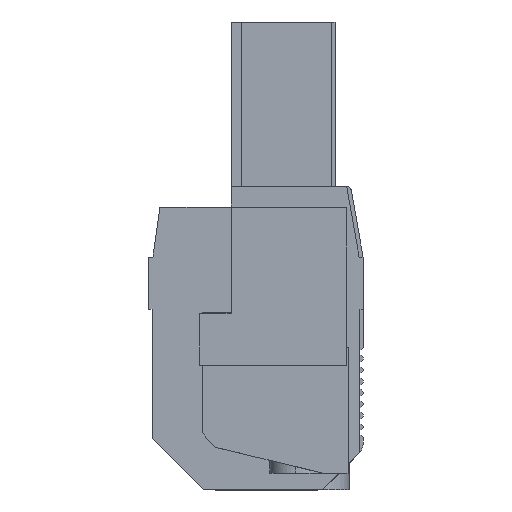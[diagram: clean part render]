
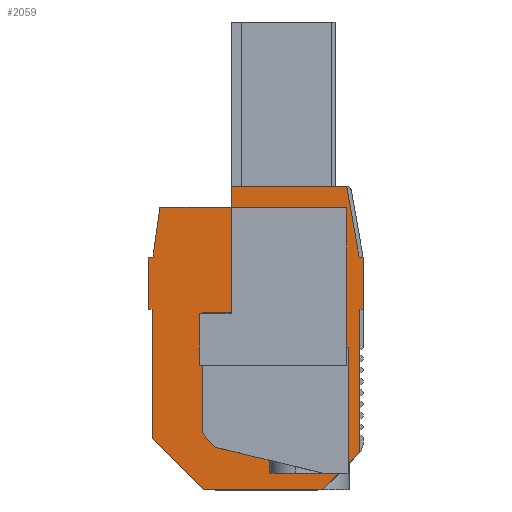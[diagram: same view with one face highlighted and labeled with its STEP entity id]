
A CAD part, left-side view. The second image highlights one B-rep face of the part: STEP entity #2059.
In plain terms, the highlighted planar face has unit normal (-1, 0, 0).
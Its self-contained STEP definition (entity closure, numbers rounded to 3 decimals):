
#1950=AXIS2_PLACEMENT_3D('Plane Axis2P3D',#1947,#1948,#1949) ;
#1776=CARTESIAN_POINT('Vertex',(7.175,19.535,27.207)) ;
#1779=CARTESIAN_POINT('Line Origine',(7.175,16.117,27.207)) ;
#1783=CARTESIAN_POINT('Vertex',(7.175,12.7,27.207)) ;
#1909=CARTESIAN_POINT('Vertex',(7.175,20.6,22.4)) ;
#1912=CARTESIAN_POINT('Line Origine',(7.175,20.405,22.4)) ;
#1916=CARTESIAN_POINT('Vertex',(7.175,20.21,22.4)) ;
#1935=CARTESIAN_POINT('Line Origine',(7.175,19.872,24.803)) ;
#1947=CARTESIAN_POINT('Axis2P3D Location',(7.175,15.35,0.7)) ;
#1952=CARTESIAN_POINT('Line Origine',(7.175,12.7,28.207)) ;
#1956=CARTESIAN_POINT('Vertex',(7.175,12.7,29.207)) ;
#1959=CARTESIAN_POINT('Line Origine',(7.175,20.6,19.9)) ;
#1963=CARTESIAN_POINT('Vertex',(7.175,20.6,17.4)) ;
#1966=CARTESIAN_POINT('Line Origine',(7.175,20.45,17.4)) ;
#1970=CARTESIAN_POINT('Vertex',(7.175,20.3,17.4)) ;
#1973=CARTESIAN_POINT('Line Origine',(7.175,20.3,11.168)) ;
#1977=CARTESIAN_POINT('Vertex',(7.175,20.3,4.936)) ;
#1980=CARTESIAN_POINT('Line Origine',(7.175,17.832,2.468)) ;
#1984=CARTESIAN_POINT('Vertex',(7.175,15.364,0.)) ;
#1987=CARTESIAN_POINT('Line Origine',(7.175,9.625,0.)) ;
#1991=CARTESIAN_POINT('Vertex',(7.175,3.886,0.)) ;
#1994=CARTESIAN_POINT('Line Origine',(7.175,2.093,1.793)) ;
#1998=CARTESIAN_POINT('Vertex',(7.175,0.3,3.586)) ;
#2001=CARTESIAN_POINT('Line Origine',(7.175,0.3,10.493)) ;
#2005=CARTESIAN_POINT('Vertex',(7.175,0.3,17.4)) ;
#2008=CARTESIAN_POINT('Line Origine',(7.175,0.15,17.4)) ;
#2012=CARTESIAN_POINT('Vertex',(7.175,0.,17.4)) ;
#2015=CARTESIAN_POINT('Line Origine',(7.175,0.,19.9)) ;
#2019=CARTESIAN_POINT('Vertex',(7.175,0.,22.4)) ;
#2022=CARTESIAN_POINT('Line Origine',(7.175,0.19,22.4)) ;
#2026=CARTESIAN_POINT('Vertex',(7.175,0.38,22.4)) ;
#2029=CARTESIAN_POINT('Line Origine',(7.175,0.98,25.803)) ;
#2033=CARTESIAN_POINT('Vertex',(7.175,1.58,29.207)) ;
#2036=CARTESIAN_POINT('Line Origine',(7.175,7.14,29.207)) ;
#1780=DIRECTION('Vector Direction',(0.,-1.,0.)) ;
#1913=DIRECTION('Vector Direction',(0.,-1.,0.)) ;
#1936=DIRECTION('Vector Direction',(0.,-0.139,0.99)) ;
#1948=DIRECTION('Axis2P3D Direction',(-1.,0.,0.)) ;
#1949=DIRECTION('Axis2P3D XDirection',(0.,-1.,0.)) ;
#1953=DIRECTION('Vector Direction',(0.,0.,-1.)) ;
#1960=DIRECTION('Vector Direction',(0.,0.,1.)) ;
#1967=DIRECTION('Vector Direction',(0.,1.,0.)) ;
#1974=DIRECTION('Vector Direction',(0.,0.,1.)) ;
#1981=DIRECTION('Vector Direction',(0.,0.707,0.707)) ;
#1988=DIRECTION('Vector Direction',(0.,1.,0.)) ;
#1995=DIRECTION('Vector Direction',(0.,0.707,-0.707)) ;
#2002=DIRECTION('Vector Direction',(0.,0.,1.)) ;
#2009=DIRECTION('Vector Direction',(0.,1.,0.)) ;
#2016=DIRECTION('Vector Direction',(0.,0.,-1.)) ;
#2023=DIRECTION('Vector Direction',(0.,-1.,0.)) ;
#2030=DIRECTION('Vector Direction',(0.,0.174,0.985)) ;
#2037=DIRECTION('Vector Direction',(0.,1.,0.)) ;
#1781=VECTOR('Line Direction',#1780,1.) ;
#1914=VECTOR('Line Direction',#1913,1.) ;
#1937=VECTOR('Line Direction',#1936,1.) ;
#1954=VECTOR('Line Direction',#1953,1.) ;
#1961=VECTOR('Line Direction',#1960,1.) ;
#1968=VECTOR('Line Direction',#1967,1.) ;
#1975=VECTOR('Line Direction',#1974,1.) ;
#1982=VECTOR('Line Direction',#1981,1.) ;
#1989=VECTOR('Line Direction',#1988,1.) ;
#1996=VECTOR('Line Direction',#1995,1.) ;
#2003=VECTOR('Line Direction',#2002,1.) ;
#2010=VECTOR('Line Direction',#2009,1.) ;
#2017=VECTOR('Line Direction',#2016,1.) ;
#2024=VECTOR('Line Direction',#2023,1.) ;
#2031=VECTOR('Line Direction',#2030,1.) ;
#2038=VECTOR('Line Direction',#2037,1.) ;
#2042=ORIENTED_EDGE('',*,*,#1958,.T.) ;
#2043=ORIENTED_EDGE('',*,*,#1785,.F.) ;
#2044=ORIENTED_EDGE('',*,*,#1939,.F.) ;
#2045=ORIENTED_EDGE('',*,*,#1918,.F.) ;
#2046=ORIENTED_EDGE('',*,*,#1965,.F.) ;
#2047=ORIENTED_EDGE('',*,*,#1972,.F.) ;
#2048=ORIENTED_EDGE('',*,*,#1979,.F.) ;
#2049=ORIENTED_EDGE('',*,*,#1986,.F.) ;
#2050=ORIENTED_EDGE('',*,*,#1993,.F.) ;
#2051=ORIENTED_EDGE('',*,*,#2000,.F.) ;
#2052=ORIENTED_EDGE('',*,*,#2007,.T.) ;
#2053=ORIENTED_EDGE('',*,*,#2014,.F.) ;
#2054=ORIENTED_EDGE('',*,*,#2021,.F.) ;
#2055=ORIENTED_EDGE('',*,*,#2028,.F.) ;
#2056=ORIENTED_EDGE('',*,*,#2035,.T.) ;
#2057=ORIENTED_EDGE('',*,*,#2040,.T.) ;
#2059=ADVANCED_FACE('HOUSING',(#2058),#1951,.T.) ;
#1785=EDGE_CURVE('',#1777,#1784,#1782,.T.) ;
#1918=EDGE_CURVE('',#1910,#1917,#1915,.T.) ;
#1939=EDGE_CURVE('',#1917,#1777,#1938,.T.) ;
#1958=EDGE_CURVE('',#1957,#1784,#1955,.T.) ;
#1965=EDGE_CURVE('',#1964,#1910,#1962,.T.) ;
#1972=EDGE_CURVE('',#1971,#1964,#1969,.T.) ;
#1979=EDGE_CURVE('',#1978,#1971,#1976,.T.) ;
#1986=EDGE_CURVE('',#1985,#1978,#1983,.T.) ;
#1993=EDGE_CURVE('',#1992,#1985,#1990,.T.) ;
#2000=EDGE_CURVE('',#1999,#1992,#1997,.T.) ;
#2007=EDGE_CURVE('',#1999,#2006,#2004,.T.) ;
#2014=EDGE_CURVE('',#2013,#2006,#2011,.T.) ;
#2021=EDGE_CURVE('',#2020,#2013,#2018,.T.) ;
#2028=EDGE_CURVE('',#2027,#2020,#2025,.T.) ;
#2035=EDGE_CURVE('',#2027,#2034,#2032,.T.) ;
#2040=EDGE_CURVE('',#2034,#1957,#2039,.T.) ;
#2041=EDGE_LOOP('',(#2042,#2043,#2044,#2045,#2046,#2047,#2048,#2049,#2050,#2051,#2052,#2053,#2054,#2055,#2056,#2057)) ;
#2058=FACE_OUTER_BOUND('',#2041,.T.) ;
#1782=LINE('Line',#1779,#1781) ;
#1915=LINE('Line',#1912,#1914) ;
#1938=LINE('Line',#1935,#1937) ;
#1955=LINE('Line',#1952,#1954) ;
#1962=LINE('Line',#1959,#1961) ;
#1969=LINE('Line',#1966,#1968) ;
#1976=LINE('Line',#1973,#1975) ;
#1983=LINE('Line',#1980,#1982) ;
#1990=LINE('Line',#1987,#1989) ;
#1997=LINE('Line',#1994,#1996) ;
#2004=LINE('Line',#2001,#2003) ;
#2011=LINE('Line',#2008,#2010) ;
#2018=LINE('Line',#2015,#2017) ;
#2025=LINE('Line',#2022,#2024) ;
#2032=LINE('Line',#2029,#2031) ;
#2039=LINE('Line',#2036,#2038) ;
#1951=PLANE('',#1950) ;
#1777=VERTEX_POINT('',#1776) ;
#1784=VERTEX_POINT('',#1783) ;
#1910=VERTEX_POINT('',#1909) ;
#1917=VERTEX_POINT('',#1916) ;
#1957=VERTEX_POINT('',#1956) ;
#1964=VERTEX_POINT('',#1963) ;
#1971=VERTEX_POINT('',#1970) ;
#1978=VERTEX_POINT('',#1977) ;
#1985=VERTEX_POINT('',#1984) ;
#1992=VERTEX_POINT('',#1991) ;
#1999=VERTEX_POINT('',#1998) ;
#2006=VERTEX_POINT('',#2005) ;
#2013=VERTEX_POINT('',#2012) ;
#2020=VERTEX_POINT('',#2019) ;
#2027=VERTEX_POINT('',#2026) ;
#2034=VERTEX_POINT('',#2033) ;
